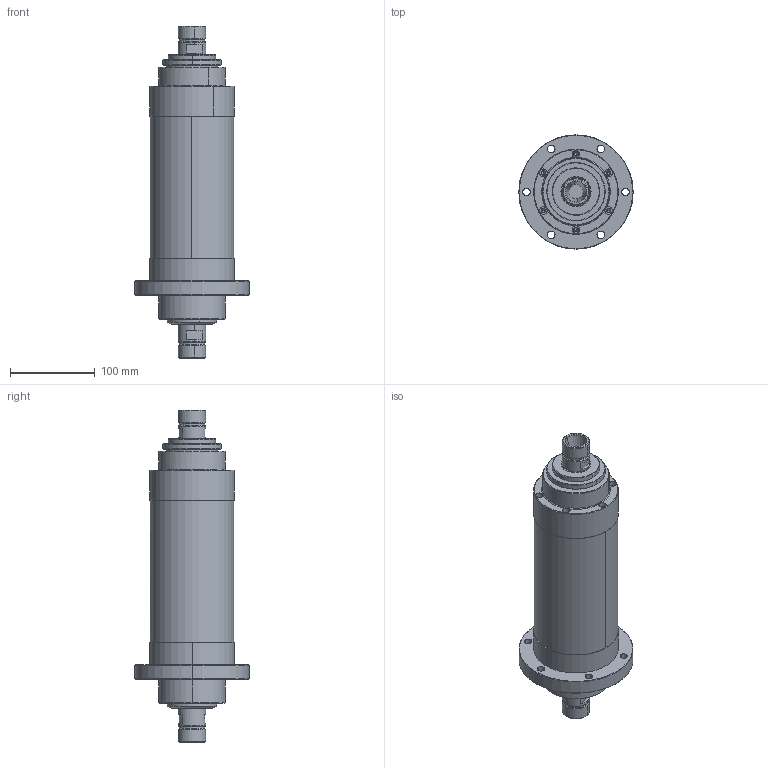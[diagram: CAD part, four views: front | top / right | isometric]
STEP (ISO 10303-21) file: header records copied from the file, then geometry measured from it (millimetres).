
FILE_DESCRIPTION (( 'STEP AP203' ), '1' );
FILE_NAME ('GDR100-18Z-4.0S邧芛翋粣.STEP', '2023-12-04T01:56:54', ( '萇齟' ), ( '' ), 'SwSTEP 2.0', 'SolidWorks 2018', '' );
FILE_SCHEMA (( 'CONFIG_CONTROL_DESIGN' ));
Length unit declared in the file: millimetre
Products named in the file (8): 蛌赽粣; GDR100-18Z-4.0S邧芛翋粣; 綴躇猾裔; 傷裔湍楊擘; ヶ躇猾裔; 儂褲; ヶ裔; 傷裔
Assembly tree (7 placements, depth 2):
  GDR100-18Z-4.0S邧芛翋粣
    儂褲
    傷裔
    傷裔湍楊擘
    ヶ躇猾裔
    綴躇猾裔
    蛌赽粣
    ヶ裔
Bounding box: 135 x 135 x 392 mm (x, y, z)
Volume: 2198917.5 mm3; surface area: 276191.8 mm2
Topology: 7 solids, 7 shells, 410 faces, 938 edges, 557 vertices
Faces by surface type: cylinder 210, cone 109, plane 76, torus 9, bspline 6
Entity records: 12719 total; most frequent: CARTESIAN_POINT 2341, DIRECTION 2251, ORIENTED_EDGE 1800, AXIS2_PLACEMENT_3D 955, EDGE_CURVE 900, VERTEX_POINT 557, CIRCLE 541, EDGE_LOOP 509
